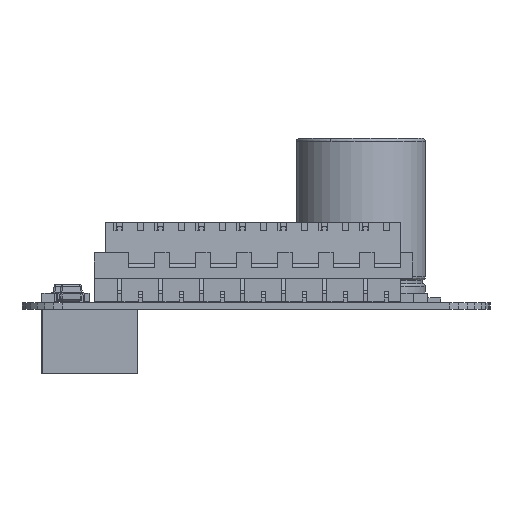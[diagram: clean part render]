
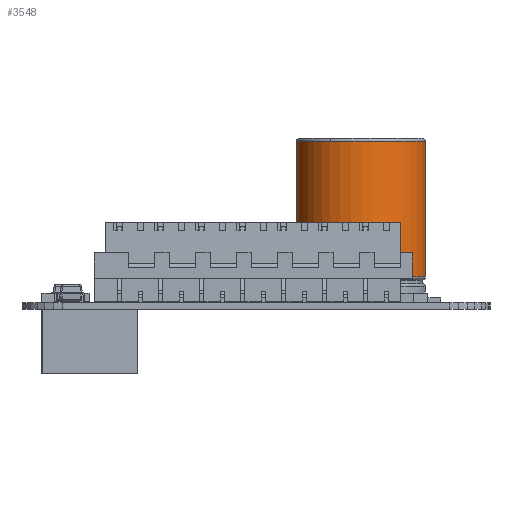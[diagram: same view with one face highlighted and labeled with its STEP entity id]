
A CAD part, left-side view. The second image highlights one B-rep face of the part: STEP entity #3548.
In plain terms, the highlighted cylindrical face has radius 4 mm (diameter 8 mm), a partial arc.
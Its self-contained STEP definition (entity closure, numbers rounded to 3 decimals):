
#3018 = EDGE_CURVE('',#3019,#3021,#3023,.T.);
#3019 = VERTEX_POINT('',#3020);
#3020 = CARTESIAN_POINT('',(0.,4.,1.6));
#3021 = VERTEX_POINT('',#3022);
#3022 = CARTESIAN_POINT('',(-3.51,1.918,1.6));
#3023 = CIRCLE('',#3024,4.);
#3024 = AXIS2_PLACEMENT_3D('',#3025,#3026,#3027);
#3025 = CARTESIAN_POINT('',(0.,0.,1.6));
#3026 = DIRECTION('',(0.,0.,1.));
#3027 = DIRECTION('',(-0.878,0.479,0.
    ));
#3217 = VERTEX_POINT('',#3218);
#3218 = CARTESIAN_POINT('',(0.,-4.,10.));
#3227 = EDGE_CURVE('',#3217,#3228,#3230,.T.);
#3228 = VERTEX_POINT('',#3229);
#3229 = CARTESIAN_POINT('',(0.,-4.,1.6));
#3230 = LINE('',#3231,#3232);
#3231 = CARTESIAN_POINT('',(0.,-4.,10.));
#3232 = VECTOR('',#3233,1.);
#3233 = DIRECTION('',(0.,0.,-1.));
#3243 = EDGE_CURVE('',#3244,#3019,#3246,.T.);
#3244 = VERTEX_POINT('',#3245);
#3245 = CARTESIAN_POINT('',(0.,4.,10.));
#3246 = LINE('',#3247,#3248);
#3247 = CARTESIAN_POINT('',(0.,4.,10.));
#3248 = VECTOR('',#3249,1.);
#3249 = DIRECTION('',(0.,0.,-1.));
#3475 = EDGE_CURVE('',#3476,#3217,#3478,.T.);
#3476 = VERTEX_POINT('',#3477);
#3477 = CARTESIAN_POINT('',(-3.51,1.918,10.));
#3478 = CIRCLE('',#3479,4.);
#3479 = AXIS2_PLACEMENT_3D('',#3480,#3481,#3482);
#3480 = CARTESIAN_POINT('',(0.,0.,10.));
#3481 = DIRECTION('',(0.,0.,1.));
#3482 = DIRECTION('',(0.878,-0.479,
    0.));
#3520 = EDGE_CURVE('',#3244,#3476,#3521,.T.);
#3521 = CIRCLE('',#3522,4.);
#3522 = AXIS2_PLACEMENT_3D('',#3523,#3524,#3525);
#3523 = CARTESIAN_POINT('',(0.,0.,10.));
#3524 = DIRECTION('',(0.,0.,1.));
#3525 = DIRECTION('',(-0.878,0.479,0.
    ));
#3548 = ADVANCED_FACE('',(#3549),#3563,.T.);
#3549 = FACE_BOUND('',#3550,.T.);
#3550 = EDGE_LOOP('',(#3551,#3552,#3553,#3554,#3555,#3556));
#3551 = ORIENTED_EDGE('',*,*,#3227,.F.);
#3552 = ORIENTED_EDGE('',*,*,#3475,.F.);
#3553 = ORIENTED_EDGE('',*,*,#3520,.F.);
#3554 = ORIENTED_EDGE('',*,*,#3243,.T.);
#3555 = ORIENTED_EDGE('',*,*,#3018,.T.);
#3556 = ORIENTED_EDGE('',*,*,#3557,.T.);
#3557 = EDGE_CURVE('',#3021,#3228,#3558,.T.);
#3558 = CIRCLE('',#3559,4.);
#3559 = AXIS2_PLACEMENT_3D('',#3560,#3561,#3562);
#3560 = CARTESIAN_POINT('',(0.,0.,1.6));
#3561 = DIRECTION('',(0.,0.,1.));
#3562 = DIRECTION('',(-0.878,0.479,0.
    ));
#3563 = CYLINDRICAL_SURFACE('',#3564,4.);
#3564 = AXIS2_PLACEMENT_3D('',#3565,#3566,#3567);
#3565 = CARTESIAN_POINT('',(0.,0.,10.));
#3566 = DIRECTION('',(0.,0.,-1.));
#3567 = DIRECTION('',(0.,1.,0.));
